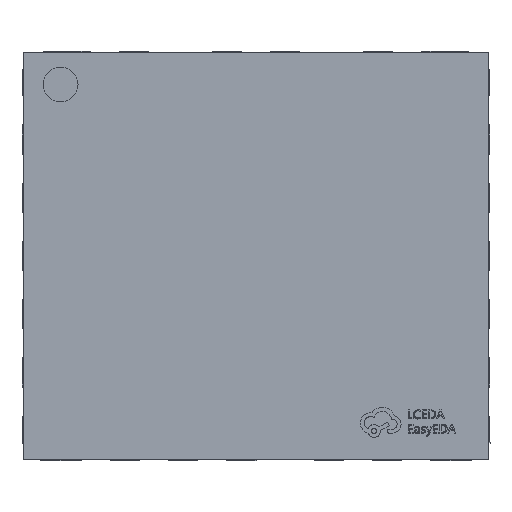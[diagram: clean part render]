
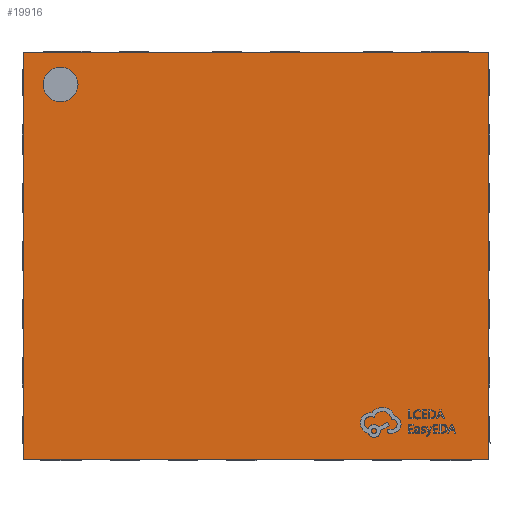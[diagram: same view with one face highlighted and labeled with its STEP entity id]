
A CAD part, top view. The second image highlights one B-rep face of the part: STEP entity #19916.
In plain terms, the highlighted planar face has unit normal (0, 0, 1).
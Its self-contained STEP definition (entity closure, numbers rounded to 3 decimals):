
#914 = EDGE_CURVE ( 'NONE', #993, #3856, #17236, .T. ) ;
#993 = VERTEX_POINT ( 'NONE', #15996 ) ;
#1559 = CARTESIAN_POINT ( 'NONE',  ( -2., -1.75, 0.9 ) ) ;
#1886 = LINE ( 'NONE', #9637, #4205 ) ;
#2041 = LINE ( 'NONE', #23341, #10195 ) ;
#2249 = EDGE_CURVE ( 'NONE', #3869, #22548, #8582, .T. ) ;
#2852 = CARTESIAN_POINT ( 'NONE',  ( 2., -1.75, 0.9 ) ) ;
#3707 = CARTESIAN_POINT ( 'NONE',  ( -1.827, 1.472, 0.9 ) ) ;
#3777 = EDGE_CURVE ( 'NONE', #3856, #993, #5564, .T. ) ;
#3856 = VERTEX_POINT ( 'NONE', #3707 ) ;
#3869 = VERTEX_POINT ( 'NONE', #1559 ) ;
#4185 = ORIENTED_EDGE ( 'NONE', *, *, #2249, .T. ) ;
#4205 = VECTOR ( 'NONE', #25049, 1000. ) ;
#4277 = AXIS2_PLACEMENT_3D ( 'NONE', #24729, #7388, #15105 ) ;
#5564 = CIRCLE ( 'NONE', #6387, 0.149 ) ;
#6387 = AXIS2_PLACEMENT_3D ( 'NONE', #6998, #14720, #20230 ) ;
#6998 = CARTESIAN_POINT ( 'NONE',  ( -1.678, 1.472, 0.9 ) ) ;
#7176 = ORIENTED_EDGE ( 'NONE', *, *, #16334, .T. ) ;
#7388 = DIRECTION ( 'NONE',  ( 0., 0., 1. ) ) ;
#7549 = DIRECTION ( 'NONE',  ( 0., -1., 0. ) ) ;
#7635 = ORIENTED_EDGE ( 'NONE', *, *, #20075, .T. ) ;
#7902 = LINE ( 'NONE', #23001, #10360 ) ;
#8582 = LINE ( 'NONE', #14667, #13017 ) ;
#9228 = ORIENTED_EDGE ( 'NONE', *, *, #914, .F. ) ;
#9637 = CARTESIAN_POINT ( 'NONE',  ( 2., -1.75, 0.9 ) ) ;
#9781 = DIRECTION ( 'NONE',  ( -1., 0., 0. ) ) ;
#10100 = FACE_OUTER_BOUND ( 'NONE', #17338, .T. ) ;
#10195 = VECTOR ( 'NONE', #9781, 1000. ) ;
#10360 = VECTOR ( 'NONE', #7549, 1000. ) ;
#12377 = FACE_BOUND ( 'NONE', #14526, .T. ) ;
#13017 = VECTOR ( 'NONE', #16340, 1000. ) ;
#14526 = EDGE_LOOP ( 'NONE', ( #23353, #9228 ) ) ;
#14667 = CARTESIAN_POINT ( 'NONE',  ( 2., -1.75, 0.9 ) ) ;
#14720 = DIRECTION ( 'NONE',  ( 0., 0., 1. ) ) ;
#15105 = DIRECTION ( 'NONE',  ( -1., 0., 0. ) ) ;
#15797 = PLANE ( 'NONE',  #22472 ) ;
#15922 = CARTESIAN_POINT ( 'NONE',  ( 0., 0., 0.9 ) ) ;
#15973 = CARTESIAN_POINT ( 'NONE',  ( -2., 1.75, 0.9 ) ) ;
#15996 = CARTESIAN_POINT ( 'NONE',  ( -1.529, 1.472, 0.9 ) ) ;
#16334 = EDGE_CURVE ( 'NONE', #22548, #24743, #1886, .T. ) ;
#16340 = DIRECTION ( 'NONE',  ( 1., 0., 0. ) ) ;
#16764 = EDGE_CURVE ( 'NONE', #24743, #24160, #2041, .T. ) ;
#17236 = CIRCLE ( 'NONE', #4277, 0.149 ) ;
#17338 = EDGE_LOOP ( 'NONE', ( #7635, #4185, #7176, #17473 ) ) ;
#17473 = ORIENTED_EDGE ( 'NONE', *, *, #16764, .T. ) ;
#18060 = DIRECTION ( 'NONE',  ( -1., 0., 0. ) ) ;
#19916 = ADVANCED_FACE ( 'NONE', ( #12377, #10100 ), #15797, .T. ) ;
#20075 = EDGE_CURVE ( 'NONE', #24160, #3869, #7902, .T. ) ;
#20230 = DIRECTION ( 'NONE',  ( -1., 0., 0. ) ) ;
#20243 = CARTESIAN_POINT ( 'NONE',  ( 2., 1.75, 0.9 ) ) ;
#22472 = AXIS2_PLACEMENT_3D ( 'NONE', #15922, #23634, #18060 ) ;
#22548 = VERTEX_POINT ( 'NONE', #2852 ) ;
#23001 = CARTESIAN_POINT ( 'NONE',  ( -2., -1.75, 0.9 ) ) ;
#23341 = CARTESIAN_POINT ( 'NONE',  ( 2., 1.75, 0.9 ) ) ;
#23353 = ORIENTED_EDGE ( 'NONE', *, *, #3777, .F. ) ;
#23634 = DIRECTION ( 'NONE',  ( 0., 0., 1. ) ) ;
#24160 = VERTEX_POINT ( 'NONE', #15973 ) ;
#24729 = CARTESIAN_POINT ( 'NONE',  ( -1.678, 1.472, 0.9 ) ) ;
#24743 = VERTEX_POINT ( 'NONE', #20243 ) ;
#25049 = DIRECTION ( 'NONE',  ( 0., 1., 0. ) ) ;
